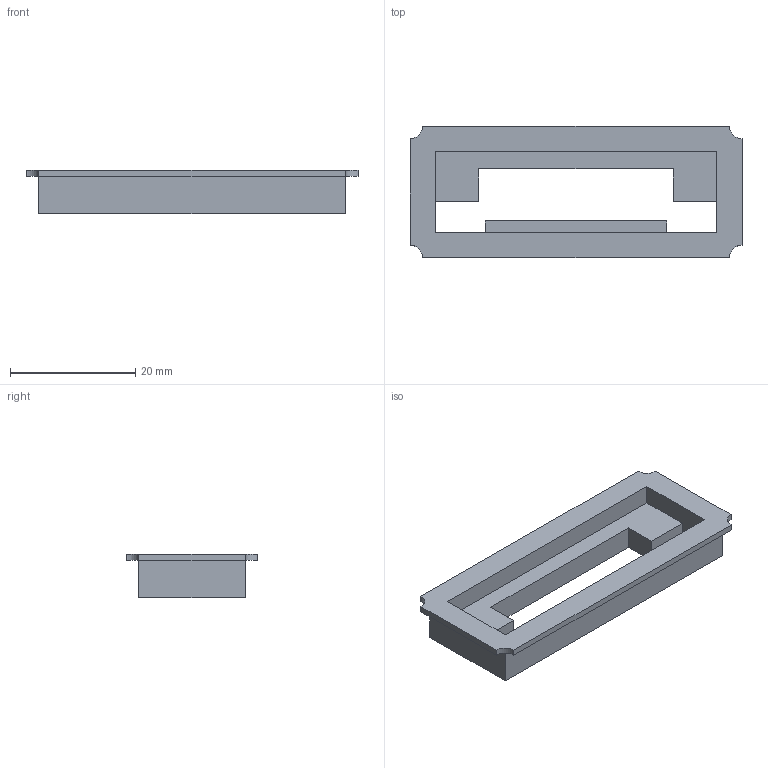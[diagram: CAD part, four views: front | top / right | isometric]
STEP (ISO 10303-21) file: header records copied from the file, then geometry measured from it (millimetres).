
FILE_DESCRIPTION(('HOOPS Exchange Step'),'2;1');
FILE_NAME('temp_export','2025-06-02T16:43:45-04:00',('mcbeav'),('Shapr3D Limited'),'HOOPS Exchange 2024.8','Shapr3D','Authorized');
FILE_SCHEMA( ('AP242_MANAGED_MODEL_BASED_3D_ENGINEERING_MIM_LF {1 0 10303 442 1 1 4}') );
Length unit declared in the file: millimetre
Products named in the file (2): Sketches; root
Assembly tree (1 placements, depth 2):
  root
    Sketches
Bounding box: 53 x 21 x 7 mm (x, y, z)
Volume: 2968.3 mm3; surface area: 3280.4 mm2
Topology: 1 solids, 1 shells, 29 faces, 78 edges, 52 vertices
Faces by surface type: plane 25, cylinder 4
Entity records: 965 total; most frequent: CARTESIAN_POINT 163, ORIENTED_EDGE 156, DIRECTION 152, EDGE_CURVE 78, VECTOR 70, LINE 70, VERTEX_POINT 52, AXIS2_PLACEMENT_3D 41
